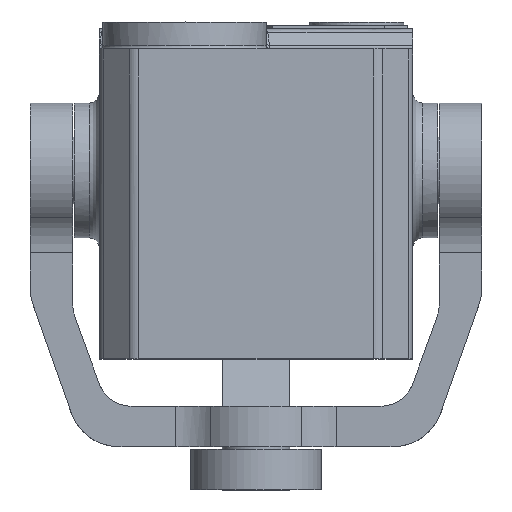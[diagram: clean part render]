
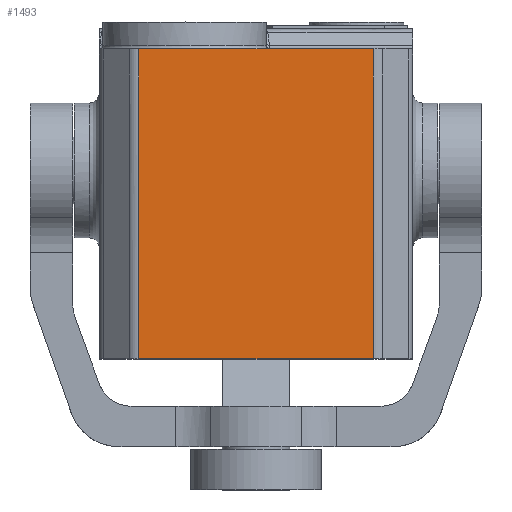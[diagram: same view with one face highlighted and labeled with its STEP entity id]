
A CAD part, top view. The second image highlights one B-rep face of the part: STEP entity #1493.
In plain terms, the highlighted free-form (B-spline) face has degree [1, 1] with [2, 2] control points.
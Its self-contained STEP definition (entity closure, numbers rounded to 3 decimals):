
#1222 = EDGE_CURVE('',#1223,#1225,#1227,.T.);
#1223 = VERTEX_POINT('',#1224);
#1224 = CARTESIAN_POINT('',(14.738,0.,
    95.583));
#1225 = VERTEX_POINT('',#1226);
#1226 = CARTESIAN_POINT('',(102.844,0.,
    95.583));
#1227 = B_SPLINE_CURVE_WITH_KNOTS('',1,(#1228,#1229),.UNSPECIFIED.,.F.,
  .F.,(2,2),(11.657,81.343),.PIECEWISE_BEZIER_KNOTS.);
#1228 = CARTESIAN_POINT('',(14.738,0.,
    95.583));
#1229 = CARTESIAN_POINT('',(102.844,0.,
    95.583));
#1493 = ADVANCED_FACE('',(#1494),#1516,.T.);
#1494 = FACE_BOUND('',#1495,.T.);
#1495 = EDGE_LOOP('',(#1496,#1505,#1510,#1511));
#1496 = ORIENTED_EDGE('',*,*,#1497,.F.);
#1497 = EDGE_CURVE('',#1498,#1500,#1502,.T.);
#1498 = VERTEX_POINT('',#1499);
#1499 = CARTESIAN_POINT('',(14.738,116.318,
    95.583));
#1500 = VERTEX_POINT('',#1501);
#1501 = CARTESIAN_POINT('',(102.844,116.318,
    95.583));
#1502 = B_SPLINE_CURVE_WITH_KNOTS('',1,(#1503,#1504),.UNSPECIFIED.,.F.,
  .F.,(2,2),(11.657,81.343),.PIECEWISE_BEZIER_KNOTS.);
#1503 = CARTESIAN_POINT('',(14.738,116.318,
    95.583));
#1504 = CARTESIAN_POINT('',(102.844,116.318,
    95.583));
#1505 = ORIENTED_EDGE('',*,*,#1506,.T.);
#1506 = EDGE_CURVE('',#1498,#1223,#1507,.T.);
#1507 = B_SPLINE_CURVE_WITH_KNOTS('',1,(#1508,#1509),.UNSPECIFIED.,.F.,
  .F.,(2,2),(-92.,0.),.PIECEWISE_BEZIER_KNOTS.);
#1508 = CARTESIAN_POINT('',(14.738,116.318,
    95.583));
#1509 = CARTESIAN_POINT('',(14.738,0.,
    95.583));
#1510 = ORIENTED_EDGE('',*,*,#1222,.T.);
#1511 = ORIENTED_EDGE('',*,*,#1512,.T.);
#1512 = EDGE_CURVE('',#1225,#1500,#1513,.T.);
#1513 = B_SPLINE_CURVE_WITH_KNOTS('',1,(#1514,#1515),.UNSPECIFIED.,.F.,
  .F.,(2,2),(0.,92.),.PIECEWISE_BEZIER_KNOTS.);
#1514 = CARTESIAN_POINT('',(102.844,0.,
    95.583));
#1515 = CARTESIAN_POINT('',(102.844,116.318,
    95.583));
#1516 = B_SPLINE_SURFACE_WITH_KNOTS('',1,1,(
    (#1517,#1518)
    ,(#1519,#1520
    )),.UNSPECIFIED.,.F.,.F.,.F.,(2,2),(2,2),(11.657,
    81.343),(0.,92.),.PIECEWISE_BEZIER_KNOTS.);
#1517 = CARTESIAN_POINT('',(14.738,0.,
    95.583));
#1518 = CARTESIAN_POINT('',(14.738,116.318,
    95.583));
#1519 = CARTESIAN_POINT('',(102.844,0.,
    95.583));
#1520 = CARTESIAN_POINT('',(102.844,116.318,
    95.583));
